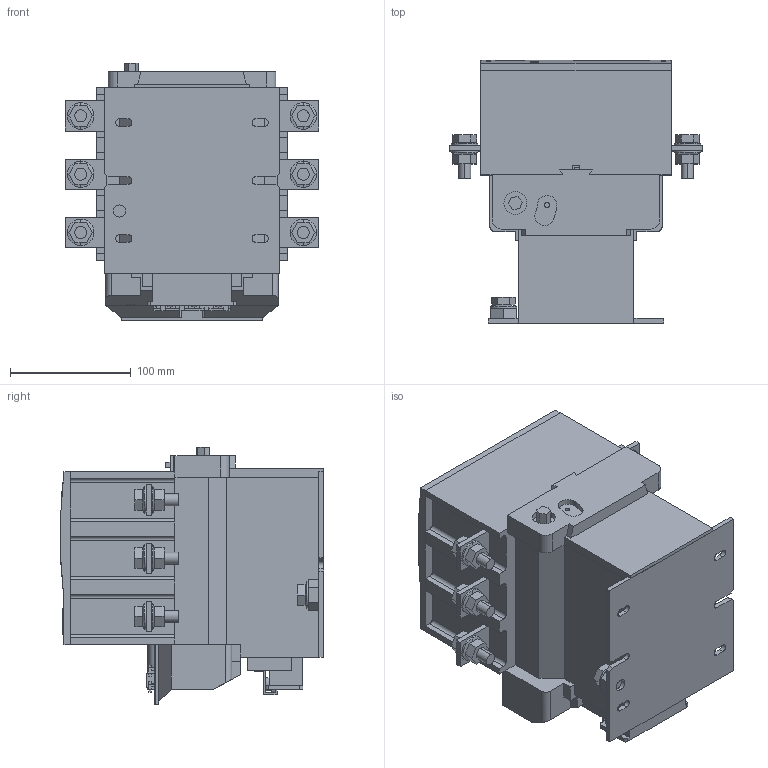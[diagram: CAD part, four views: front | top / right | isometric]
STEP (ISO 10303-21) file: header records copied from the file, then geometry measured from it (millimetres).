
FILE_DESCRIPTION (( 'STEP AP214' ), '1' );
FILE_NAME ('KKT50-330-400-10 Êîíòàêòîð ÊÒÈ-5330 330À 400Â_ÀÑ3 ÈÝÊ.STEP', '2017-12-19T07:10:38', ( '' ), ( '' ), 'SwSTEP 2.0', 'SolidWorks 2014', '' );
FILE_SCHEMA (( 'AUTOMOTIVE_DESIGN' ));
Length unit declared in the file: millimetre
Products named in the file (1): KKT50-330-400-10 Êîíòàêòîð ÊÒÈ-5330  330À  400Â_ÀÑ3 ÈÝÊ
Bounding box: 210 x 217.82 x 213.5 mm (x, y, z)
Volume: 4404069.8 mm3; surface area: 276773.4 mm2
Topology: 14 solids, 14 shells, 1355 faces, 3653 edges, 2388 vertices
Faces by surface type: plane 884, cylinder 229, bspline 181, cone 52, torus 9
Entity records: 53237 total; most frequent: CARTESIAN_POINT 19998, ORIENTED_EDGE 7294, DIRECTION 6079, EDGE_CURVE 3647, VECTOR 2621, LINE 2621, VERTEX_POINT 2388, AXIS2_PLACEMENT_3D 1729
